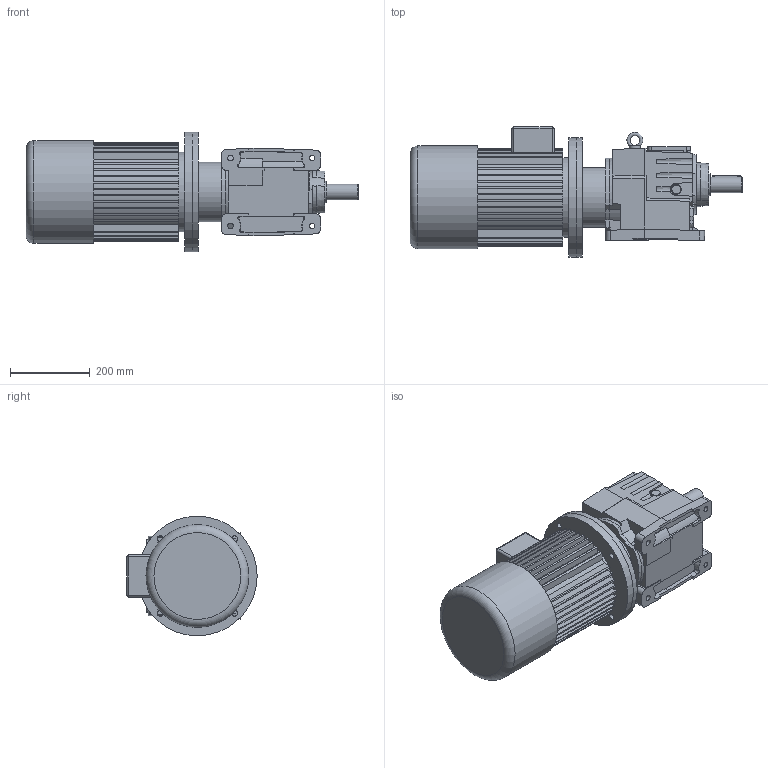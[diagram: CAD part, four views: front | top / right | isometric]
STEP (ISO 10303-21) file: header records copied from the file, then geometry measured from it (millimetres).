
FILE_DESCRIPTION (( 'STEP AP214' ), '1' );
FILE_NAME ('ITH122_U_132B5+N132M4.STEP', '2014-11-06T10:39:13', ( 'Utente' ), ( 'Hewlett-Packard Company' ), 'SwSTEP 2.0', 'SolidWorks 2013', '' );
FILE_SCHEMA (( 'AUTOMOTIVE_DESIGN' ));
Length unit declared in the file: millimetre
Products named in the file (3): N132M_B5; ITH122-3_U_ITH122-3 U IEC132B5; ITH122_U_132B5+N132M4
Assembly tree (2 placements, depth 2):
  ITH122_U_132B5+N132M4
    ITH122-3_U_ITH122-3 U IEC132B5
    N132M_B5
Bounding box: 833 x 327 x 300 mm (x, y, z)
Volume: 32078292.2 mm3; surface area: 1292270.7 mm2
Topology: 3 solids, 9 shells, 552 faces, 1487 edges, 973 vertices
Faces by surface type: plane 303, cylinder 177, cone 53, bspline 10, torus 5, sphere 4
Full cylindrical faces by diameter (mm): 2.005 x1, 8 x2, 8.5 x7, 12 x1, 14 x9, 14.5 x4, 17 x1, 22 x2, 25 x2, 28 x1, 30 x1, 38 x1, 40 x1, 55 x1, 85 x1, 150 x1, 200 x1, 210 x1, 230 x2, 258 x1, 300 x2
Entity records: 18474 total; most frequent: CARTESIAN_POINT 4442, ORIENTED_EDGE 2776, DIRECTION 2714, EDGE_CURVE 1388, VERTEX_POINT 943, AXIS2_PLACEMENT_3D 941, LINE 832, VECTOR 832
